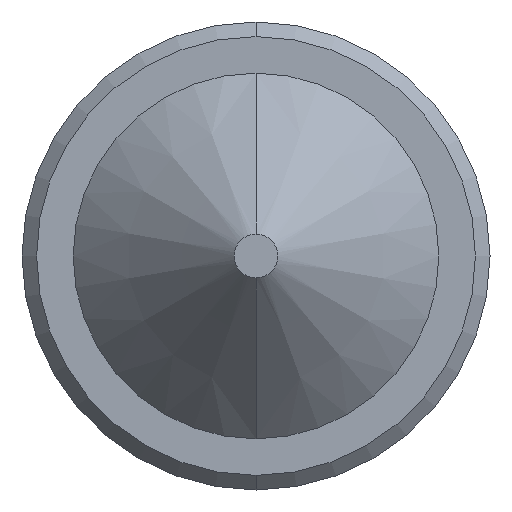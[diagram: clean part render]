
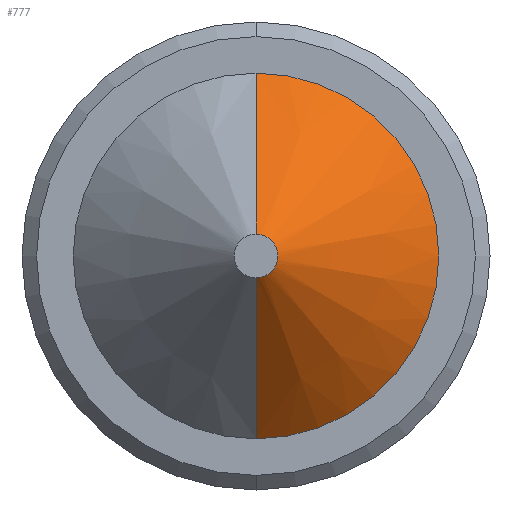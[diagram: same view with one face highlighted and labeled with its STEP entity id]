
A CAD part, front view. The second image highlights one B-rep face of the part: STEP entity #777.
In plain terms, the highlighted conical face has half-angle 45 degrees and reference radius 0.15 mm.
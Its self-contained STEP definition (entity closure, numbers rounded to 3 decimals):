
#17 = CIRCLE ( 'NONE', #19, 1.25 ) ;
#19 = AXIS2_PLACEMENT_3D ( 'NONE', #173, #176, #175 ) ;
#34 = VECTOR ( 'NONE', #198, 1000. ) ;
#64 = AXIS2_PLACEMENT_3D ( 'NONE', #267, #273, #247 ) ;
#73 = CIRCLE ( 'NONE', #64, 0.15 ) ;
#100 = CONICAL_SURFACE ( 'NONE', #111, 0.15, 0.785 ) ;
#111 = AXIS2_PLACEMENT_3D ( 'NONE', #212, #246, #260 ) ;
#116 = VECTOR ( 'NONE', #385, 1000. ) ;
#173 = CARTESIAN_POINT ( 'NONE',  ( 0., -7.65, 0. ) ) ;
#175 = DIRECTION ( 'NONE',  ( 0., 0., 1. ) ) ;
#176 = DIRECTION ( 'NONE',  ( 0., 1., 0. ) ) ;
#189 = LINE ( 'NONE', #196, #34 ) ;
#196 = CARTESIAN_POINT ( 'NONE',  ( 0., -8.75, 0.15 ) ) ;
#198 = DIRECTION ( 'NONE',  ( 0., 0.707, 0.707 ) ) ;
#212 = CARTESIAN_POINT ( 'NONE',  ( 0., -8.75, 0. ) ) ;
#235 = FACE_OUTER_BOUND ( 'NONE', #612, .T. ) ;
#246 = DIRECTION ( 'NONE',  ( 0., 1., 0. ) ) ;
#247 = DIRECTION ( 'NONE',  ( 0., 0., 1. ) ) ;
#260 = DIRECTION ( 'NONE',  ( 0., 0., 1. ) ) ;
#267 = CARTESIAN_POINT ( 'NONE',  ( 0., -8.75, 0. ) ) ;
#273 = DIRECTION ( 'NONE',  ( 0., 1., 0. ) ) ;
#372 = CARTESIAN_POINT ( 'NONE',  ( 0., -8.75, -0.15 ) ) ;
#377 = LINE ( 'NONE', #372, #116 ) ;
#385 = DIRECTION ( 'NONE',  ( 0., 0.707, -0.707 ) ) ;
#536 = VERTEX_POINT ( 'NONE', #634 ) ;
#548 = ORIENTED_EDGE ( 'NONE', *, *, #783, .T. ) ;
#552 = ORIENTED_EDGE ( 'NONE', *, *, #801, .T. ) ;
#560 = ORIENTED_EDGE ( 'NONE', *, *, #760, .F. ) ;
#568 = ORIENTED_EDGE ( 'NONE', *, *, #757, .F. ) ;
#596 = VERTEX_POINT ( 'NONE', #674 ) ;
#612 = EDGE_LOOP ( 'NONE', ( #548, #552, #568, #560 ) ) ;
#618 = VERTEX_POINT ( 'NONE', #657 ) ;
#634 = CARTESIAN_POINT ( 'NONE',  ( 0., -8.75, 0.15 ) ) ;
#639 = VERTEX_POINT ( 'NONE', #675 ) ;
#657 = CARTESIAN_POINT ( 'NONE',  ( 0., -7.65, 1.25 ) ) ;
#674 = CARTESIAN_POINT ( 'NONE',  ( 0., -8.75, -0.15 ) ) ;
#675 = CARTESIAN_POINT ( 'NONE',  ( 0., -7.65, -1.25 ) ) ;
#757 = EDGE_CURVE ( 'NONE', #618, #639, #17, .T. ) ;
#760 = EDGE_CURVE ( 'NONE', #536, #618, #189, .T. ) ;
#777 = ADVANCED_FACE ( 'NONE', ( #235 ), #100, .T. ) ;
#783 = EDGE_CURVE ( 'NONE', #536, #596, #73, .T. ) ;
#801 = EDGE_CURVE ( 'NONE', #596, #639, #377, .T. ) ;
